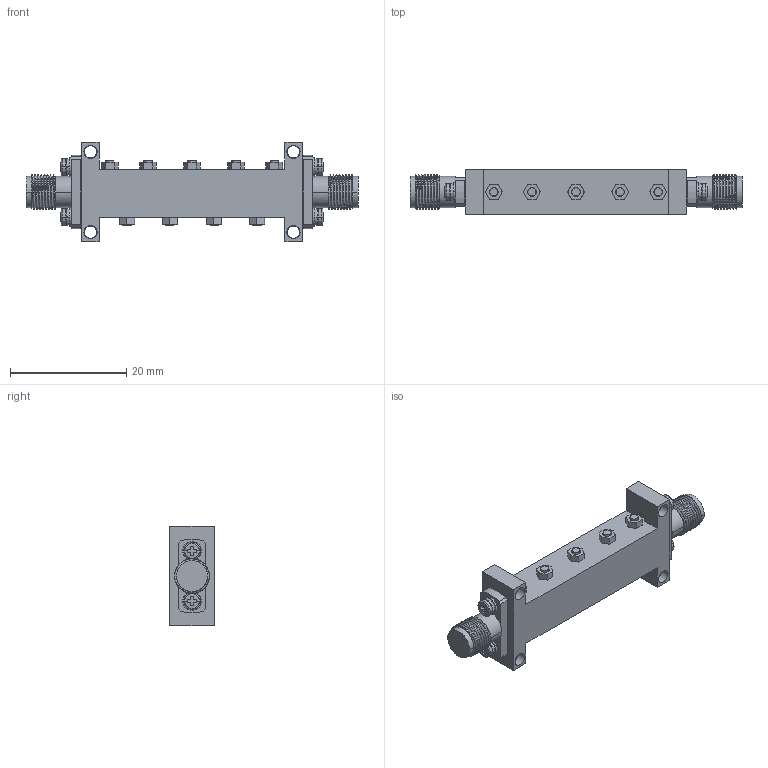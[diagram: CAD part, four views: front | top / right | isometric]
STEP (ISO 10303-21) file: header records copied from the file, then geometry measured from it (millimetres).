
FILE_DESCRIPTION (( 'STEP AP214' ), '1' );
FILE_NAME ('CF-B3-X2.STEP', '2025-10-09T23:48:17', ( '' ), ( '' ), 'SwSTEP 2.0', 'SolidWorks 2021', '' );
FILE_SCHEMA (( 'AUTOMOTIVE_DESIGN' ));
Length unit declared in the file: inch
Products named in the file (1): CF-B3-X2
Bounding box: 57 x 7.6 x 17 mm (x, y, z)
Volume: 3313.9 mm3; surface area: 2857.2 mm2
Topology: 1 solids, 12 shells, 563 faces, 1426 edges, 914 vertices
Faces by surface type: plane 225, cylinder 180, cone 114, torus 24, bspline 12, sphere 8
Entity records: 27701 total; most frequent: CARTESIAN_POINT 6698, DIRECTION 2892, ORIENTED_EDGE 2852, EDGE_CURVE 1426, AXIS2_PLACEMENT_3D 1122, VERTEX_POINT 914, VECTOR 648, LINE 648
